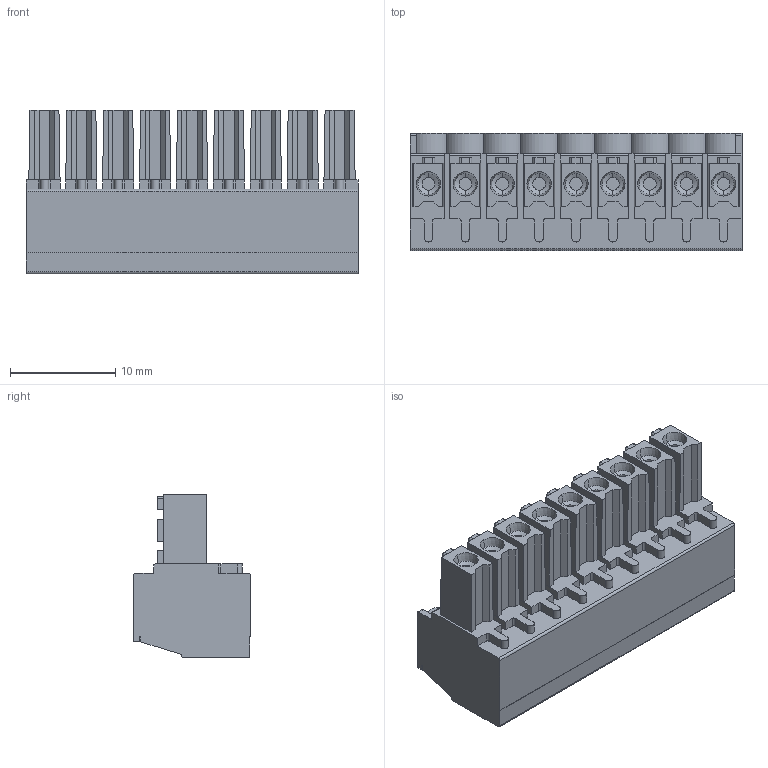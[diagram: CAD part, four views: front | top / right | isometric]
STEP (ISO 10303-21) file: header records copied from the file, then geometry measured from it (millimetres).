
FILE_DESCRIPTION((''),'2;1');
FILE_NAME('C-0284506-9','2008-05-01T',('workeradm'),('Tyco Electronics Corporation'),'PRO/ENGINEER BY PARAMETRIC TECHNOLOGY CORPORATION, 2005450','PRO/ENGINEER BY PARAMETRIC TECHNOLOGY CORPORATION, 2005450','');
FILE_SCHEMA(('CONFIG_CONTROL_DESIGN', 'GEOMETRIC_VALIDATION_PROPERTIES_MIM'));
Length unit declared in the file: millimetre
Products named in the file (1): C-0284506-9
Bounding box: 31.5 x 11.1 x 15.5 mm (x, y, z)
Volume: 3264.2 mm3; surface area: 2931.6 mm2
Topology: 1 solids, 1 shells, 815 faces, 2011 edges, 1270 vertices
Faces by surface type: plane 474, cylinder 233, torus 54, cone 54
Entity records: 24682 total; most frequent: CARTESIAN_POINT 5165, ORIENTED_EDGE 4022, DIRECTION 4017, EDGE_CURVE 2011, AXIS2_PLACEMENT_3D 1371, VECTOR 1275, LINE 1275, VERTEX_POINT 1270
